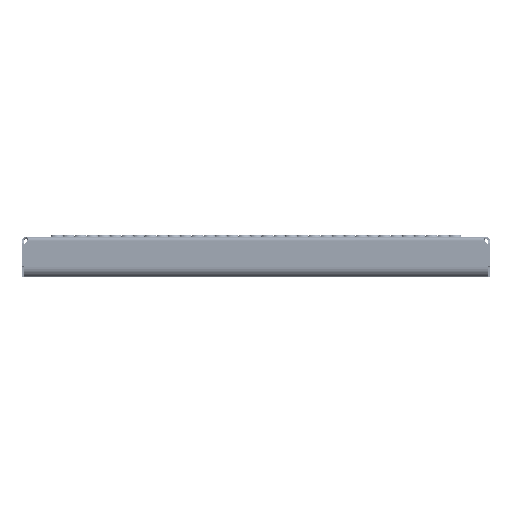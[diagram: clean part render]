
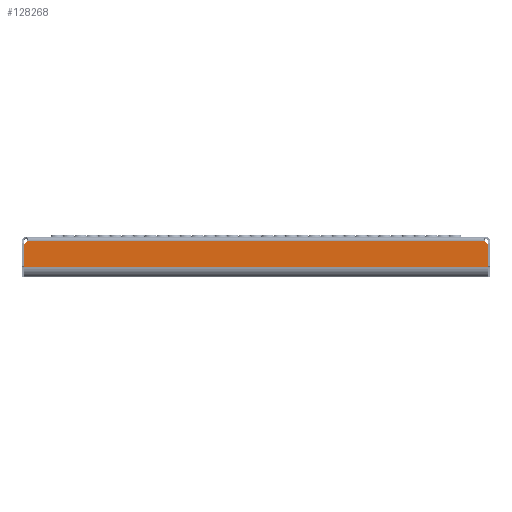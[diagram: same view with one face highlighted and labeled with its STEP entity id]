
A CAD part, top view. The second image highlights one B-rep face of the part: STEP entity #128268.
In plain terms, the highlighted planar face has unit normal (0, 0, 1).
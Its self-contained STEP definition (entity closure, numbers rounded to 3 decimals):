
#6392 = CARTESIAN_POINT ( 'NONE',  ( -249., -2.288, 125. ) ) ;
#6394 = DIRECTION ( 'NONE',  ( 0., 0., -1. ) ) ;
#6396 = DIRECTION ( 'NONE',  ( 0., -1., 0. ) ) ;
#6399 = CARTESIAN_POINT ( 'NONE',  ( -247.99, -32.498, 125. ) ) ;
#6401 = DIRECTION ( 'NONE',  ( 1., 0., 0. ) ) ;
#6403 = CARTESIAN_POINT ( 'NONE',  ( 249., -2.288, 125. ) ) ;
#6405 = DIRECTION ( 'NONE',  ( 0., 0., -1. ) ) ;
#6407 = DIRECTION ( 'NONE',  ( 0., -1., 0. ) ) ;
#6427 = CARTESIAN_POINT ( 'NONE',  ( 247.99, -7.185, 125. ) ) ;
#6429 = DIRECTION ( 'NONE',  ( 0., 1., 0. ) ) ;
#6445 = CARTESIAN_POINT ( 'NONE',  ( -249., -4., 125. ) ) ;
#6447 = DIRECTION ( 'NONE',  ( 1., 0., 0. ) ) ;
#6624 = CARTESIAN_POINT ( 'NONE',  ( -247.99, -7.185, 125. ) ) ;
#6626 = DIRECTION ( 'NONE',  ( 0., -1., 0. ) ) ;
#7682 = CIRCLE ( 'NONE', #7701, 5. ) ;
#7701 = AXIS2_PLACEMENT_3D ( 'NONE', #6392, #6394, #6396 ) ;
#7703 = CIRCLE ( 'NONE', #7709, 5. ) ;
#7707 = VECTOR ( 'NONE', #6401, 1000. ) ;
#7709 = AXIS2_PLACEMENT_3D ( 'NONE', #6403, #6405, #6407 ) ;
#7724 = VECTOR ( 'NONE', #6429, 1000. ) ;
#7738 = VECTOR ( 'NONE', #6447, 1000. ) ;
#7747 = VECTOR ( 'NONE', #6626, 1000. ) ;
#9076 = AXIS2_PLACEMENT_3D ( 'NONE', #22963, #22964, #22965 ) ;
#9486 = EDGE_LOOP ( 'NONE', ( #57114, #57113, #57115, #57112, #57111, #57110 ) ) ;
#22962 = PLANE ( 'NONE',  #9076 ) ;
#22963 = CARTESIAN_POINT ( 'NONE',  ( -249., 245.712, 125. ) ) ;
#22964 = DIRECTION ( 'NONE',  ( 0., 0., 1. ) ) ;
#22965 = DIRECTION ( 'NONE',  ( 0., -1., 0. ) ) ;
#24171 = FACE_OUTER_BOUND ( 'NONE', #9486, .T. ) ;
#57110 = ORIENTED_EDGE ( 'NONE', *, *, #120934, .T. ) ;
#57111 = ORIENTED_EDGE ( 'NONE', *, *, #120911, .T. ) ;
#57112 = ORIENTED_EDGE ( 'NONE', *, *, #120921, .F. ) ;
#57113 = ORIENTED_EDGE ( 'NONE', *, *, #120917, .T. ) ;
#57114 = ORIENTED_EDGE ( 'NONE', *, *, #120912, .T. ) ;
#57115 = ORIENTED_EDGE ( 'NONE', *, *, #120913, .T. ) ;
#77350 = VERTEX_POINT ( 'NONE', #100489 ) ;
#77351 = VERTEX_POINT ( 'NONE', #100490 ) ;
#77355 = VERTEX_POINT ( 'NONE', #100492 ) ;
#77357 = VERTEX_POINT ( 'NONE', #100493 ) ;
#77363 = VERTEX_POINT ( 'NONE', #100496 ) ;
#77366 = VERTEX_POINT ( 'NONE', #100498 ) ;
#100489 = CARTESIAN_POINT ( 'NONE',  ( -247.99, -32.498, 125. ) ) ;
#100490 = CARTESIAN_POINT ( 'NONE',  ( -247.99, -7.185, 125. ) ) ;
#100492 = CARTESIAN_POINT ( 'NONE',  ( -244.302, -4., 125. ) ) ;
#100493 = CARTESIAN_POINT ( 'NONE',  ( 244.302, -4., 125. ) ) ;
#100496 = CARTESIAN_POINT ( 'NONE',  ( 247.99, -32.498, 125. ) ) ;
#100498 = CARTESIAN_POINT ( 'NONE',  ( 247.99, -7.185, 125. ) ) ;
#120911 = EDGE_CURVE ( 'NONE', #77355, #77351, #7682, .T. ) ;
#120912 = EDGE_CURVE ( 'NONE', #77350, #77363, #128921, .T. ) ;
#120913 = EDGE_CURVE ( 'NONE', #77366, #77357, #7703, .T. ) ;
#120917 = EDGE_CURVE ( 'NONE', #77363, #77366, #128923, .T. ) ;
#120921 = EDGE_CURVE ( 'NONE', #77355, #77357, #128927, .T. ) ;
#120934 = EDGE_CURVE ( 'NONE', #77351, #77350, #128930, .T. ) ;
#128268 = ADVANCED_FACE ( 'NONE', ( #24171 ), #22962, .T. ) ;
#128921 = LINE ( 'NONE', #6399, #7707 ) ;
#128923 = LINE ( 'NONE', #6427, #7724 ) ;
#128927 = LINE ( 'NONE', #6445, #7738 ) ;
#128930 = LINE ( 'NONE', #6624, #7747 ) ;
